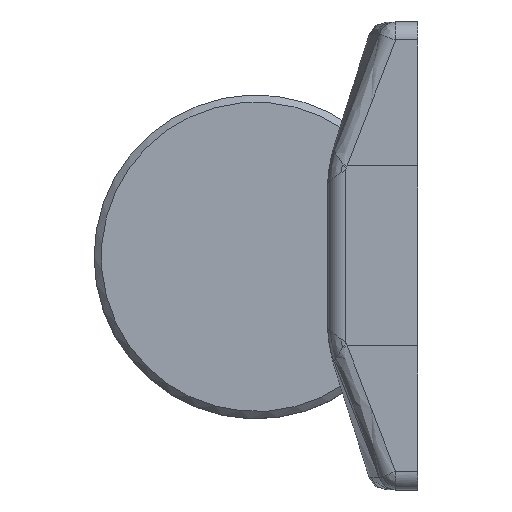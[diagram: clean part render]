
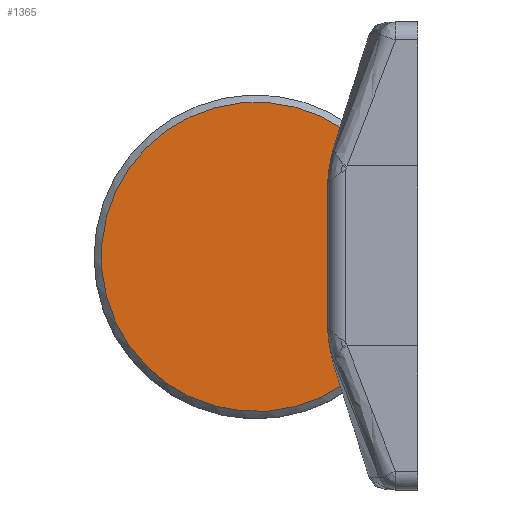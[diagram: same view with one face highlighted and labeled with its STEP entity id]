
A CAD part, top view. The second image highlights one B-rep face of the part: STEP entity #1365.
In plain terms, the highlighted planar face has unit normal (0, 0, 1).
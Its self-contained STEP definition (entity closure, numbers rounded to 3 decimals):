
#692 = EDGE_CURVE('',#693,#695,#697,.T.);
#693 = VERTEX_POINT('',#694);
#694 = CARTESIAN_POINT('',(10.,-10.,10.));
#695 = VERTEX_POINT('',#696);
#696 = CARTESIAN_POINT('',(8.,-8.,10.));
#697 = CIRCLE('',#698,2.);
#698 = AXIS2_PLACEMENT_3D('',#699,#700,#701);
#699 = CARTESIAN_POINT('',(10.,-8.,10.));
#700 = DIRECTION('',(-0.,0.,-1.));
#701 = DIRECTION('',(0.,-1.,0.));
#799 = VERTEX_POINT('',#800);
#800 = CARTESIAN_POINT('',(13.994,-10.,10.));
#808 = EDGE_CURVE('',#693,#799,#809,.T.);
#809 = LINE('',#810,#811);
#810 = CARTESIAN_POINT('',(8.,-10.,10.));
#811 = VECTOR('',#812,1.);
#812 = DIRECTION('',(1.,0.,0.));
#1298 = EDGE_CURVE('',#1299,#695,#1301,.T.);
#1299 = VERTEX_POINT('',#1300);
#1300 = CARTESIAN_POINT('',(8.,8.,10.));
#1301 = LINE('',#1302,#1303);
#1302 = CARTESIAN_POINT('',(8.,10.,10.));
#1303 = VECTOR('',#1304,1.);
#1304 = DIRECTION('',(0.,-1.,0.));
#1365 = ADVANCED_FACE('',(#1366),#1395,.F.);
#1366 = FACE_BOUND('',#1367,.F.);
#1367 = EDGE_LOOP('',(#1368,#1369,#1378,#1386,#1393,#1394));
#1368 = ORIENTED_EDGE('',*,*,#808,.T.);
#1369 = ORIENTED_EDGE('',*,*,#1370,.T.);
#1370 = EDGE_CURVE('',#799,#1371,#1373,.T.);
#1371 = VERTEX_POINT('',#1372);
#1372 = CARTESIAN_POINT('',(13.994,10.,10.));
#1373 = CIRCLE('',#1374,17.2);
#1374 = AXIS2_PLACEMENT_3D('',#1375,#1376,#1377);
#1375 = CARTESIAN_POINT('',(0.,0.,10.));
#1376 = DIRECTION('',(0.,0.,-1.));
#1377 = DIRECTION('',(1.,0.,0.));
#1378 = ORIENTED_EDGE('',*,*,#1379,.T.);
#1379 = EDGE_CURVE('',#1371,#1380,#1382,.T.);
#1380 = VERTEX_POINT('',#1381);
#1381 = CARTESIAN_POINT('',(10.,10.,10.));
#1382 = LINE('',#1383,#1384);
#1383 = CARTESIAN_POINT('',(18.,10.,10.));
#1384 = VECTOR('',#1385,1.);
#1385 = DIRECTION('',(-1.,0.,0.));
#1386 = ORIENTED_EDGE('',*,*,#1387,.T.);
#1387 = EDGE_CURVE('',#1380,#1299,#1388,.T.);
#1388 = CIRCLE('',#1389,2.);
#1389 = AXIS2_PLACEMENT_3D('',#1390,#1391,#1392);
#1390 = CARTESIAN_POINT('',(10.,8.,10.));
#1391 = DIRECTION('',(-0.,0.,1.));
#1392 = DIRECTION('',(0.,-1.,0.));
#1393 = ORIENTED_EDGE('',*,*,#1298,.T.);
#1394 = ORIENTED_EDGE('',*,*,#692,.F.);
#1395 = PLANE('',#1396);
#1396 = AXIS2_PLACEMENT_3D('',#1397,#1398,#1399);
#1397 = CARTESIAN_POINT('',(0.,0.,10.));
#1398 = DIRECTION('',(0.,0.,-1.));
#1399 = DIRECTION('',(1.,0.,0.));
